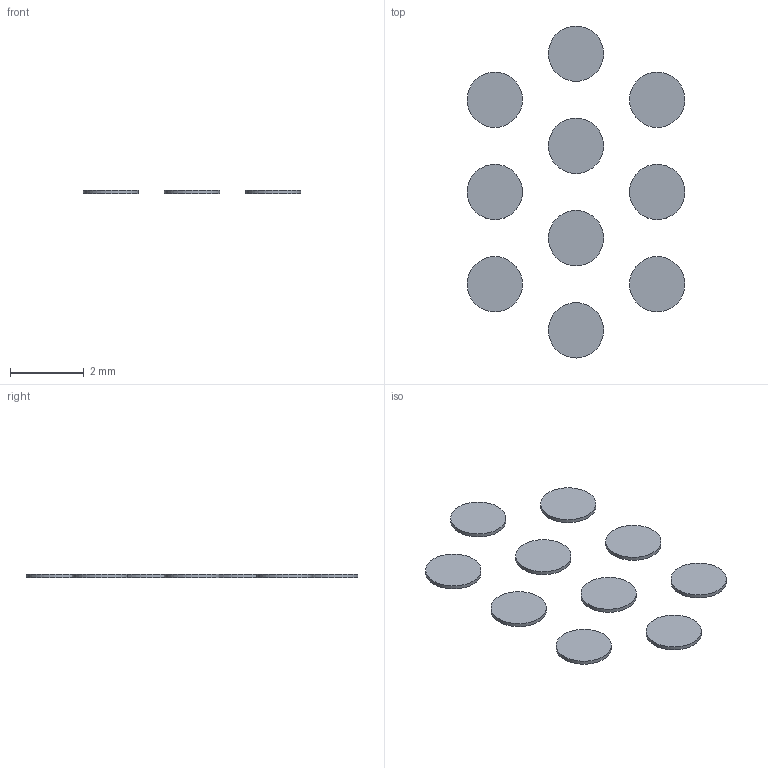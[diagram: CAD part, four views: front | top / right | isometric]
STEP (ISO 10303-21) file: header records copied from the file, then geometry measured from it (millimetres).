
FILE_DESCRIPTION(/* description */ (''),/* implementation_level */ '2;1');
FILE_NAME(/* name */ '10-Pin Pogo Connector Pads.step',/* time_stamp */ '2024-01-02T00:11:57Z',/* author */ (''),/* organization */ (''),/* preprocessor_version */ 'ST-DEVELOPER v20',/* originating_system */ 'Autodesk Translation Framework v12.14.0.127',/* authorisation */ '');
FILE_SCHEMA (('AUTOMOTIVE_DESIGN { 1 0 10303 214 3 1 1 }'));
Length unit declared in the file: millimetre
Products named in the file (1): 10-Pin Pogo Connector Pads
Bounding box: 5.9 x 9 x 0.1 mm (x, y, z)
Volume: 1.8 mm3; surface area: 40.1 mm2
Topology: 10 solids, 10 shells, 30 faces, 30 edges, 20 vertices
Faces by surface type: plane 20, cylinder 10
Full cylindrical faces by diameter (mm): 1.5 x10
Entity records: 585 total; most frequent: DIRECTION 112, CARTESIAN_POINT 81, ORIENTED_EDGE 60, AXIS2_PLACEMENT_3D 51, FACE_OUTER_BOUND 30, EDGE_LOOP 30, EDGE_CURVE 30, ADVANCED_FACE 30
